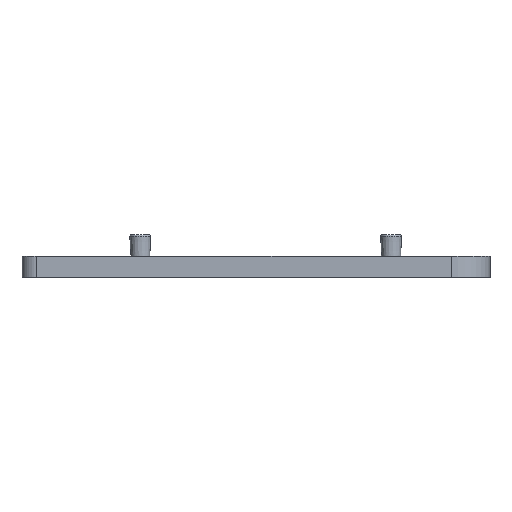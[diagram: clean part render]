
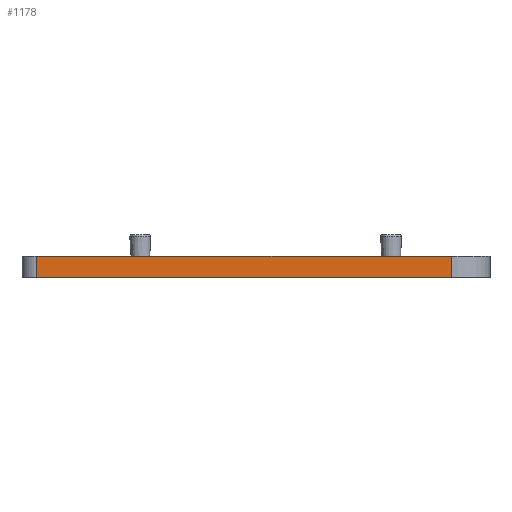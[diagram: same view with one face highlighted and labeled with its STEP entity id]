
A CAD part, front view. The second image highlights one B-rep face of the part: STEP entity #1178.
In plain terms, the highlighted planar face has unit normal (0, -1, 0).
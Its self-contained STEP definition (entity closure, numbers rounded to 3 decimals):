
#384=DIRECTION('',(0.,0.,1.));
#385=VECTOR('',#384,2.2);
#386=CARTESIAN_POINT('',(20.25,0.,0.));
#387=LINE('',#386,#385);
#388=DIRECTION('',(-1.,0.,0.));
#389=VECTOR('',#388,43.);
#390=CARTESIAN_POINT('',(20.25,0.,0.));
#391=LINE('',#390,#389);
#392=DIRECTION('',(0.,0.,1.));
#393=VECTOR('',#392,2.2);
#394=CARTESIAN_POINT('',(-22.75,0.,0.));
#395=LINE('',#394,#393);
#396=DIRECTION('',(1.,0.,0.));
#397=VECTOR('',#396,43.);
#398=CARTESIAN_POINT('',(-22.75,0.,2.2));
#399=LINE('',#398,#397);
#604=CARTESIAN_POINT('',(-22.75,0.,0.));
#605=VERTEX_POINT('',#604);
#606=CARTESIAN_POINT('',(20.25,0.,0.));
#607=VERTEX_POINT('',#606);
#688=CARTESIAN_POINT('',(20.25,0.,2.2));
#689=VERTEX_POINT('',#688);
#690=CARTESIAN_POINT('',(-22.75,0.,2.2));
#691=VERTEX_POINT('',#690);
#1166=CARTESIAN_POINT('',(-1.25,0.,1.1));
#1167=DIRECTION('',(0.,1.,0.));
#1168=DIRECTION('',(1.,0.,0.));
#1169=AXIS2_PLACEMENT_3D('',#1166,#1167,#1168);
#1170=PLANE('',#1169);
#1171=ORIENTED_EDGE('',*,*,#775,.T.);
#1173=ORIENTED_EDGE('',*,*,#1172,.T.);
#1174=ORIENTED_EDGE('',*,*,#976,.T.);
#1175=ORIENTED_EDGE('',*,*,#1159,.F.);
#1176=EDGE_LOOP('',(#1171,#1173,#1174,#1175));
#1177=FACE_OUTER_BOUND('',#1176,.F.);
#1178=ADVANCED_FACE('',(#1177),#1170,.F.);
#775=EDGE_CURVE('',#607,#605,#391,.T.);
#976=EDGE_CURVE('',#691,#689,#399,.T.);
#1159=EDGE_CURVE('',#607,#689,#387,.T.);
#1172=EDGE_CURVE('',#605,#691,#395,.T.);
